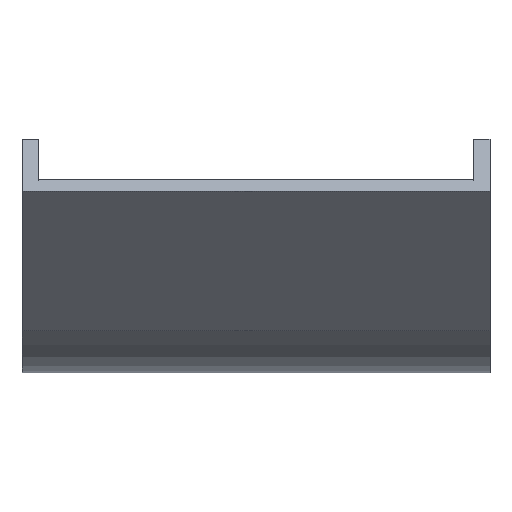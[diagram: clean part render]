
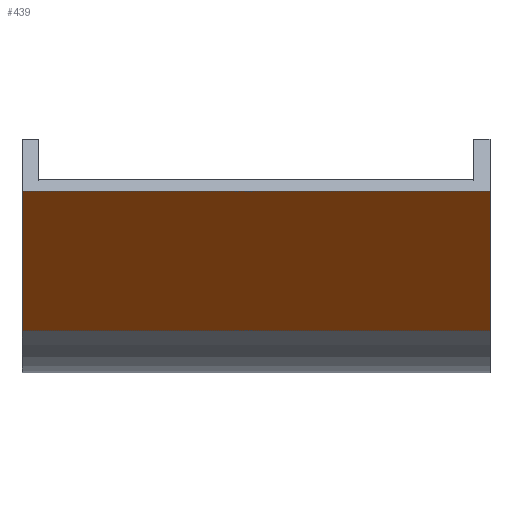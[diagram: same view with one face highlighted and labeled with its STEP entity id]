
A CAD part, left-side view. The second image highlights one B-rep face of the part: STEP entity #439.
In plain terms, the highlighted planar face has unit normal (-0.707, 0, -0.707).
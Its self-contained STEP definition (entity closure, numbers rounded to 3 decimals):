
#61 = DIRECTION ( 'NONE',  ( 0.707, 0., 0.707 ) ) ;
#225 = VECTOR ( 'NONE', #1881, 1000. ) ;
#262 = VECTOR ( 'NONE', #1219, 1000. ) ;
#361 = EDGE_CURVE ( 'NONE', #484, #1915, #810, .T. ) ;
#364 = DIRECTION ( 'NONE',  ( 0.707, 0., -0.707 ) ) ;
#389 = LINE ( 'NONE', #1028, #392 ) ;
#392 = VECTOR ( 'NONE', #1038, 1000. ) ;
#398 = CARTESIAN_POINT ( 'NONE',  ( -45.282, 0., -36.896 ) ) ;
#439 = ADVANCED_FACE ( 'NONE', ( #1072 ), #1349, .F. ) ;
#461 = VECTOR ( 'NONE', #1929, 1000. ) ;
#472 = CARTESIAN_POINT ( 'NONE',  ( -62.253, 0., -19.926 ) ) ;
#484 = VERTEX_POINT ( 'NONE', #398 ) ;
#635 = EDGE_LOOP ( 'NONE', ( #1203, #1102, #1761, #1131 ) ) ;
#717 = LINE ( 'NONE', #1669, #262 ) ;
#768 = LINE ( 'NONE', #1717, #225 ) ;
#810 = LINE ( 'NONE', #472, #461 ) ;
#1028 = CARTESIAN_POINT ( 'NONE',  ( -62.253, 57., -19.926 ) ) ;
#1038 = DIRECTION ( 'NONE',  ( 0., -1., 0. ) ) ;
#1072 = FACE_OUTER_BOUND ( 'NONE', #635, .T. ) ;
#1102 = ORIENTED_EDGE ( 'NONE', *, *, #1560, .F. ) ;
#1131 = ORIENTED_EDGE ( 'NONE', *, *, #1973, .T. ) ;
#1202 = CARTESIAN_POINT ( 'NONE',  ( -62.253, 57., -19.926 ) ) ;
#1203 = ORIENTED_EDGE ( 'NONE', *, *, #361, .T. ) ;
#1219 = DIRECTION ( 'NONE',  ( 0., -1., 0. ) ) ;
#1349 = PLANE ( 'NONE',  #1604 ) ;
#1393 = CARTESIAN_POINT ( 'NONE',  ( -45.282, 57., -36.896 ) ) ;
#1560 = EDGE_CURVE ( 'NONE', #1975, #1915, #389, .T. ) ;
#1604 = AXIS2_PLACEMENT_3D ( 'NONE', #1811, #61, #364 ) ;
#1669 = CARTESIAN_POINT ( 'NONE',  ( -45.282, 57., -36.896 ) ) ;
#1717 = CARTESIAN_POINT ( 'NONE',  ( -62.253, 57., -19.926 ) ) ;
#1761 = ORIENTED_EDGE ( 'NONE', *, *, #1764, .F. ) ;
#1764 = EDGE_CURVE ( 'NONE', #2034, #1975, #768, .T. ) ;
#1811 = CARTESIAN_POINT ( 'NONE',  ( -62.253, 57., -19.926 ) ) ;
#1881 = DIRECTION ( 'NONE',  ( -0.707, 0., 0.707 ) ) ;
#1915 = VERTEX_POINT ( 'NONE', #1957 ) ;
#1929 = DIRECTION ( 'NONE',  ( -0.707, 0., 0.707 ) ) ;
#1957 = CARTESIAN_POINT ( 'NONE',  ( -62.253, 0., -19.926 ) ) ;
#1973 = EDGE_CURVE ( 'NONE', #2034, #484, #717, .T. ) ;
#1975 = VERTEX_POINT ( 'NONE', #1202 ) ;
#2034 = VERTEX_POINT ( 'NONE', #1393 ) ;
